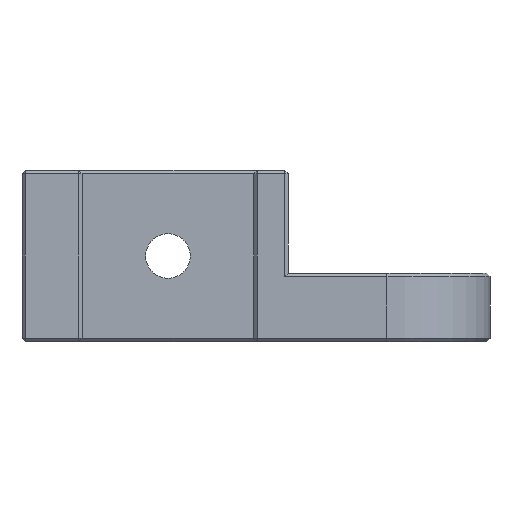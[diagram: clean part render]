
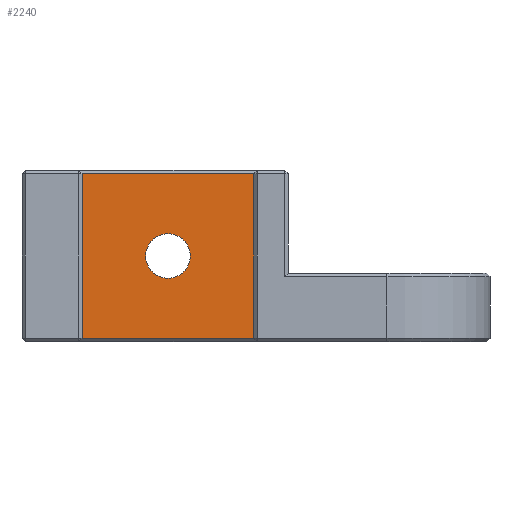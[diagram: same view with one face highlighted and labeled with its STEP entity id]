
A CAD part, left-side view. The second image highlights one B-rep face of the part: STEP entity #2240.
In plain terms, the highlighted planar face has unit normal (-1, 0, 0).
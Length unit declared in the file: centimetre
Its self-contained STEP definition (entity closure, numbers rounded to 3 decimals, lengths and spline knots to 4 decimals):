
#75=FACE_BOUND($,#448,.T.);
#76=FACE_BOUND($,#449,.T.);
#138=CIRCLE($,#2440,0.26);
#448=EDGE_LOOP($,(#1924));
#449=EDGE_LOOP($,(#1925,#1926,#1927,#1928));
#631=LINE($,#3488,#865);
#632=LINE($,#3491,#866);
#703=LINE($,#3667,#937);
#714=LINE($,#3687,#948);
#865=VECTOR($,#2848,2.);
#866=VECTOR($,#2851,1.92);
#937=VECTOR($,#3028,2.);
#948=VECTOR($,#3055,1.92);
#1049=VERTEX_POINT($,#3457);
#1058=VERTEX_POINT($,#3486);
#1059=VERTEX_POINT($,#3490);
#1111=VERTEX_POINT($,#3666);
#1112=VERTEX_POINT($,#3685);
#1299=EDGE_CURVE($,#1058,#1049,#631,.T.);
#1300=EDGE_CURVE($,#1059,#1049,#632,.T.);
#1387=EDGE_CURVE($,#1059,#1111,#703,.T.);
#1398=EDGE_CURVE($,#1112,#1112,#138,.T.);
#1399=EDGE_CURVE($,#1058,#1111,#714,.T.);
#1924=ORIENTED_EDGE($,*,*,#1398,.T.);
#1925=ORIENTED_EDGE($,*,*,#1387,.F.);
#1926=ORIENTED_EDGE($,*,*,#1300,.T.);
#1927=ORIENTED_EDGE($,*,*,#1299,.F.);
#1928=ORIENTED_EDGE($,*,*,#1399,.T.);
#2100=PLANE($,#2439);
#2240=ADVANCED_FACE($,(#75,#76),#2100,.T.);
#2439=AXIS2_PLACEMENT_3D($,#3684,#3051,#3052);
#2440=AXIS2_PLACEMENT_3D($,#3686,#3053,#3054);
#2848=DIRECTION($,(0.,-1.,0.));
#2851=DIRECTION($,(0.,0.,1.));
#3028=DIRECTION($,(0.,1.,0.));
#3051=DIRECTION('center_axis',(-1.,0.,0.));
#3052=DIRECTION('ref_axis',(0.,-1.,0.));
#3053=DIRECTION('center_axis',(1.,0.,0.));
#3054=DIRECTION('ref_axis',(0.,-1.,0.));
#3055=DIRECTION($,(0.,0.,-1.));
#3457=CARTESIAN_POINT('',(-22.3322,4.3413,1.96));
#3486=CARTESIAN_POINT('',(-22.3322,6.3413,1.96));
#3488=CARTESIAN_POINT($,(-22.3322,5.0913,1.96));
#3490=CARTESIAN_POINT('',(-22.3322,4.3413,0.04));
#3491=CARTESIAN_POINT($,(-22.3322,4.3413,0.));
#3666=CARTESIAN_POINT('',(-22.3322,6.3413,0.04));
#3667=CARTESIAN_POINT($,(-22.3322,5.0913,0.04));
#3684=CARTESIAN_POINT('Origin',(-22.3322,6.3413,0.));
#3685=CARTESIAN_POINT('',(-22.3322,5.6013,1.));
#3686=CARTESIAN_POINT('Origin',(-22.3322,5.3413,1.));
#3687=CARTESIAN_POINT($,(-22.3322,6.3413,0.));
